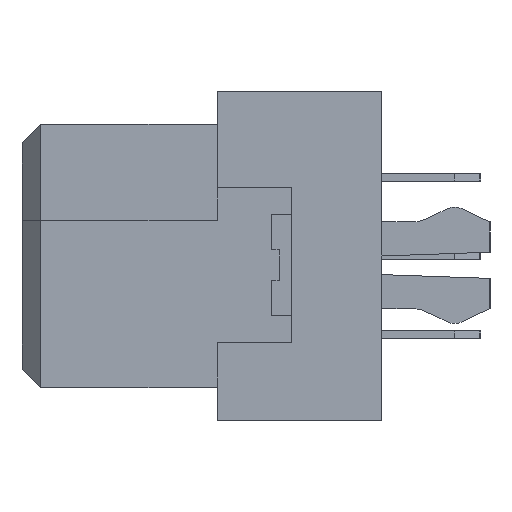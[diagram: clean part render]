
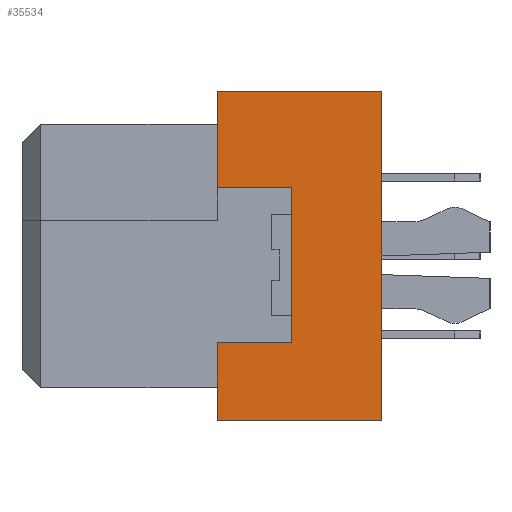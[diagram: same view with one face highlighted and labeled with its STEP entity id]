
A CAD part, left-side view. The second image highlights one B-rep face of the part: STEP entity #35534.
In plain terms, the highlighted planar face has unit normal (-1, 0, 0).
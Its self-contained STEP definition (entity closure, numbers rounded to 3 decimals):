
#173 = CARTESIAN_POINT ( 'NONE',  ( -47.5, -4.91, -2.8 ) ) ;
#448 = ORIENTED_EDGE ( 'NONE', *, *, #26930, .F. ) ;
#609 = ORIENTED_EDGE ( 'NONE', *, *, #8522, .T. ) ;
#1041 = CARTESIAN_POINT ( 'NONE',  ( -47.5, 5.3, -2.8 ) ) ;
#2652 = CARTESIAN_POINT ( 'NONE',  ( -47.5, 0., -5.3 ) ) ;
#3184 = EDGE_LOOP ( 'NONE', ( #29996, #33284, #4835, #609, #33348, #43240, #15567, #448 ) ) ;
#3676 = CARTESIAN_POINT ( 'NONE',  ( -47.5, 5.3, 2.2 ) ) ;
#4579 = LINE ( 'NONE', #30080, #45160 ) ;
#4732 = CARTESIAN_POINT ( 'NONE',  ( -47.5, 100.89, -5.3 ) ) ;
#4835 = ORIENTED_EDGE ( 'NONE', *, *, #30189, .T. ) ;
#6305 = VECTOR ( 'NONE', #30409, 1000. ) ;
#7696 = EDGE_CURVE ( 'NONE', #34450, #19749, #28618, .T. ) ;
#8311 = DIRECTION ( 'NONE',  ( 1., 0., 0. ) ) ;
#8522 = EDGE_CURVE ( 'NONE', #13791, #9548, #31351, .T. ) ;
#8802 = DIRECTION ( 'NONE',  ( 0., 0., 1. ) ) ;
#8866 = VECTOR ( 'NONE', #43683, 1000. ) ;
#9548 = VERTEX_POINT ( 'NONE', #1041 ) ;
#10123 = VERTEX_POINT ( 'NONE', #13608 ) ;
#10138 = VERTEX_POINT ( 'NONE', #16859 ) ;
#10876 = LINE ( 'NONE', #30935, #42538 ) ;
#12889 = CARTESIAN_POINT ( 'NONE',  ( -47.5, -4.91, 2.2 ) ) ;
#13608 = CARTESIAN_POINT ( 'NONE',  ( -47.5, 2.9, 2.2 ) ) ;
#13791 = VERTEX_POINT ( 'NONE', #19584 ) ;
#15567 = ORIENTED_EDGE ( 'NONE', *, *, #38435, .T. ) ;
#16859 = CARTESIAN_POINT ( 'NONE',  ( -47.5, 0., 5.3 ) ) ;
#18330 = LINE ( 'NONE', #19412, #8866 ) ;
#19412 = CARTESIAN_POINT ( 'NONE',  ( -47.5, 100.89, 5.3 ) ) ;
#19584 = CARTESIAN_POINT ( 'NONE',  ( -47.5, 2.9, -2.8 ) ) ;
#19749 = VERTEX_POINT ( 'NONE', #30974 ) ;
#19772 = VECTOR ( 'NONE', #26424, 1000. ) ;
#21693 = DIRECTION ( 'NONE',  ( 0., 1., 0. ) ) ;
#23424 = DIRECTION ( 'NONE',  ( 0., 0., 1. ) ) ;
#23575 = CARTESIAN_POINT ( 'NONE',  ( -47.5, 5.3, -5.3 ) ) ;
#23665 = FACE_OUTER_BOUND ( 'NONE', #3184, .T. ) ;
#24178 = LINE ( 'NONE', #12889, #44096 ) ;
#25893 = VECTOR ( 'NONE', #8802, 1000. ) ;
#26424 = DIRECTION ( 'NONE',  ( 0., 0., 1. ) ) ;
#26930 = EDGE_CURVE ( 'NONE', #19749, #10138, #18330, .T. ) ;
#28618 = LINE ( 'NONE', #23575, #25893 ) ;
#29780 = CARTESIAN_POINT ( 'NONE',  ( -47.5, 100.89, -5.3 ) ) ;
#29996 = ORIENTED_EDGE ( 'NONE', *, *, #7696, .F. ) ;
#30080 = CARTESIAN_POINT ( 'NONE',  ( -47.5, 0., -5.3 ) ) ;
#30189 = EDGE_CURVE ( 'NONE', #10123, #13791, #10876, .T. ) ;
#30296 = LINE ( 'NONE', #40360, #19772 ) ;
#30409 = DIRECTION ( 'NONE',  ( 0., -1., 0. ) ) ;
#30640 = EDGE_CURVE ( 'NONE', #38803, #9548, #30296, .T. ) ;
#30935 = CARTESIAN_POINT ( 'NONE',  ( -47.5, 2.9, 2.2 ) ) ;
#30974 = CARTESIAN_POINT ( 'NONE',  ( -47.5, 5.3, 5.3 ) ) ;
#31351 = LINE ( 'NONE', #173, #44617 ) ;
#33284 = ORIENTED_EDGE ( 'NONE', *, *, #42633, .F. ) ;
#33348 = ORIENTED_EDGE ( 'NONE', *, *, #30640, .F. ) ;
#33352 = AXIS2_PLACEMENT_3D ( 'NONE', #4732, #8311, #40458 ) ;
#34450 = VERTEX_POINT ( 'NONE', #3676 ) ;
#35534 = ADVANCED_FACE ( 'NONE', ( #23665 ), #40313, .F. ) ;
#36862 = LINE ( 'NONE', #29780, #6305 ) ;
#37033 = VERTEX_POINT ( 'NONE', #2652 ) ;
#38435 = EDGE_CURVE ( 'NONE', #37033, #10138, #4579, .T. ) ;
#38455 = EDGE_CURVE ( 'NONE', #38803, #37033, #36862, .T. ) ;
#38803 = VERTEX_POINT ( 'NONE', #45009 ) ;
#40313 = PLANE ( 'NONE',  #33352 ) ;
#40360 = CARTESIAN_POINT ( 'NONE',  ( -47.5, 5.3, -5.3 ) ) ;
#40458 = DIRECTION ( 'NONE',  ( 0., 0., -1. ) ) ;
#40991 = DIRECTION ( 'NONE',  ( 0., 1., 0. ) ) ;
#42538 = VECTOR ( 'NONE', #45759, 1000. ) ;
#42633 = EDGE_CURVE ( 'NONE', #10123, #34450, #24178, .T. ) ;
#43240 = ORIENTED_EDGE ( 'NONE', *, *, #38455, .T. ) ;
#43683 = DIRECTION ( 'NONE',  ( 0., -1., 0. ) ) ;
#44096 = VECTOR ( 'NONE', #40991, 1000. ) ;
#44617 = VECTOR ( 'NONE', #21693, 1000. ) ;
#45009 = CARTESIAN_POINT ( 'NONE',  ( -47.5, 5.3, -5.3 ) ) ;
#45160 = VECTOR ( 'NONE', #23424, 1000. ) ;
#45759 = DIRECTION ( 'NONE',  ( 0., 0., -1. ) ) ;
